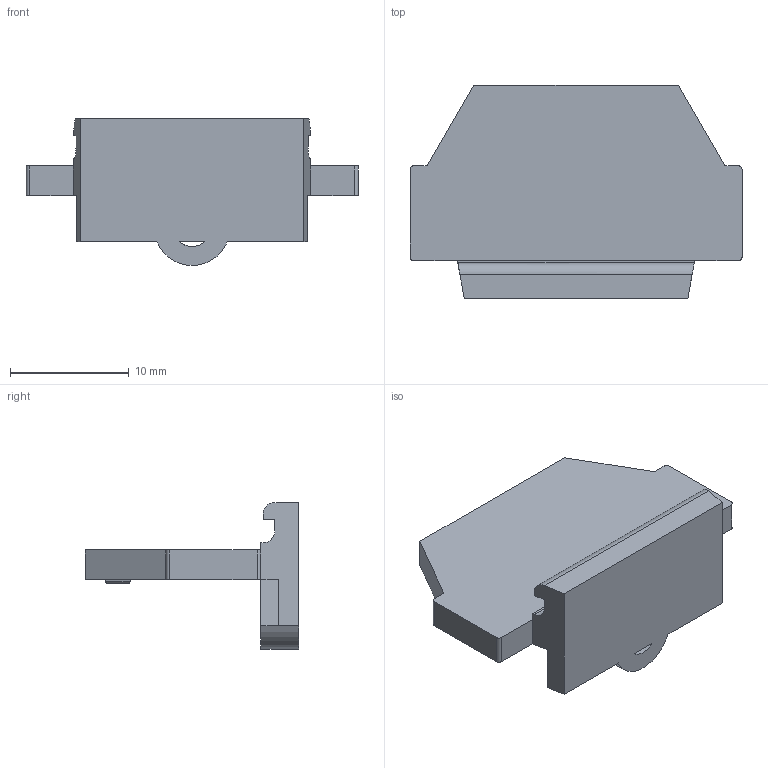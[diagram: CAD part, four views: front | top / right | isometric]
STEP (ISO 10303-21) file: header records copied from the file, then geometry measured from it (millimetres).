
FILE_DESCRIPTION( ( 'STEP AP214' ), '1' );
FILE_NAME( 'SDUS2.5-C.stp', '2023-01-05T02:30:47', ( ' ' ), ( ' ' ), 'XStep 1.0', ' ', ' ' );
FILE_SCHEMA( ( 'CONFIG_CONTROL_DESIGN) ( )' ) );
Length unit declared in the file: metre
Products named in the file (1): SDUS2.5-C
Bounding box: 28.01 x 18 x 12.4 mm (x, y, z)
Volume: 1459.1 mm3; surface area: 1506.1 mm2
Topology: 1 solids, 1 shells, 51 faces, 142 edges, 94 vertices
Faces by surface type: plane 41, cylinder 10
Entity records: 1946 total; most frequent: CARTESIAN_POINT 324, ORIENTED_EDGE 284, DIRECTION 250, EDGE_CURVE 142, LINE 118, VECTOR 118, VERTEX_POINT 94, AXIS2_PLACEMENT_3D 66
